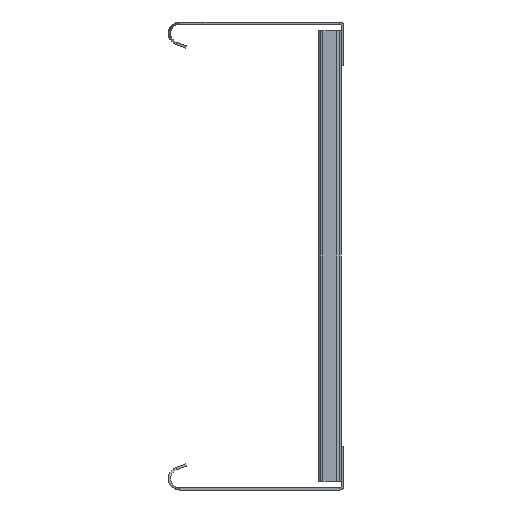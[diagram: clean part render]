
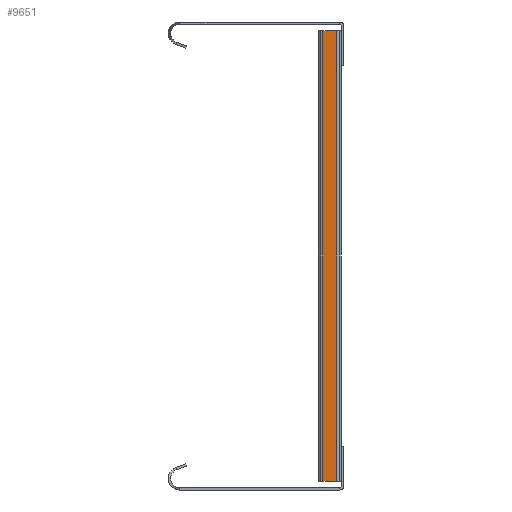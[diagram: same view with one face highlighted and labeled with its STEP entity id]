
A CAD part, left-side view. The second image highlights one B-rep face of the part: STEP entity #9651.
In plain terms, the highlighted planar face has unit normal (-1, 0, 0).
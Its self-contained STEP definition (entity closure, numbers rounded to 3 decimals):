
#197 = CARTESIAN_POINT ( 'NONE',  ( -15., 1.5, 146.5 ) ) ;
#588 = CARTESIAN_POINT ( 'NONE',  ( -15., 12., -146.5 ) ) ;
#866 = DIRECTION ( 'NONE',  ( 1., 0., 0. ) ) ;
#1055 = DIRECTION ( 'NONE',  ( 0., -1., 0. ) ) ;
#1734 = LINE ( 'NONE', #6685, #9423 ) ;
#1787 = DIRECTION ( 'NONE',  ( 0., 0., -1. ) ) ;
#1920 = CARTESIAN_POINT ( 'NONE',  ( -15., 3., 146.5 ) ) ;
#1978 = FACE_OUTER_BOUND ( 'NONE', #4615, .T. ) ;
#2152 = LINE ( 'NONE', #10545, #4426 ) ;
#2466 = EDGE_CURVE ( 'NONE', #8995, #6762, #2152, .T. ) ;
#2539 = PLANE ( 'NONE',  #8880 ) ;
#3070 = VECTOR ( 'NONE', #1055, 1000. ) ;
#3263 = LINE ( 'NONE', #197, #3070 ) ;
#3406 = DIRECTION ( 'NONE',  ( 0., 1., 0. ) ) ;
#3479 = CARTESIAN_POINT ( 'NONE',  ( -15., 13.5, -146.5 ) ) ;
#3950 = EDGE_CURVE ( 'NONE', #5943, #8995, #9360, .T. ) ;
#4005 = ORIENTED_EDGE ( 'NONE', *, *, #2466, .F. ) ;
#4426 = VECTOR ( 'NONE', #10571, 1000. ) ;
#4615 = EDGE_LOOP ( 'NONE', ( #4005, #9440, #5487, #6782 ) ) ;
#5278 = EDGE_CURVE ( 'NONE', #6771, #5943, #1734, .T. ) ;
#5487 = ORIENTED_EDGE ( 'NONE', *, *, #5278, .F. ) ;
#5834 = CARTESIAN_POINT ( 'NONE',  ( -15., 3., -146.5 ) ) ;
#5943 = VERTEX_POINT ( 'NONE', #10266 ) ;
#6638 = DIRECTION ( 'NONE',  ( 0., 0., -1. ) ) ;
#6685 = CARTESIAN_POINT ( 'NONE',  ( -15., 3., -146.5 ) ) ;
#6724 = EDGE_CURVE ( 'NONE', #6762, #6771, #3263, .T. ) ;
#6762 = VERTEX_POINT ( 'NONE', #7610 ) ;
#6771 = VERTEX_POINT ( 'NONE', #1920 ) ;
#6782 = ORIENTED_EDGE ( 'NONE', *, *, #6724, .F. ) ;
#7610 = CARTESIAN_POINT ( 'NONE',  ( -15., 12., 146.5 ) ) ;
#8880 = AXIS2_PLACEMENT_3D ( 'NONE', #5834, #866, #6638 ) ;
#8995 = VERTEX_POINT ( 'NONE', #588 ) ;
#9140 = VECTOR ( 'NONE', #3406, 1000. ) ;
#9360 = LINE ( 'NONE', #3479, #9140 ) ;
#9423 = VECTOR ( 'NONE', #1787, 1000. ) ;
#9440 = ORIENTED_EDGE ( 'NONE', *, *, #3950, .F. ) ;
#9651 = ADVANCED_FACE ( 'NONE', ( #1978 ), #2539, .F. ) ;
#10266 = CARTESIAN_POINT ( 'NONE',  ( -15., 3., -146.5 ) ) ;
#10545 = CARTESIAN_POINT ( 'NONE',  ( -15., 12., -146.5 ) ) ;
#10571 = DIRECTION ( 'NONE',  ( 0., 0., 1. ) ) ;
